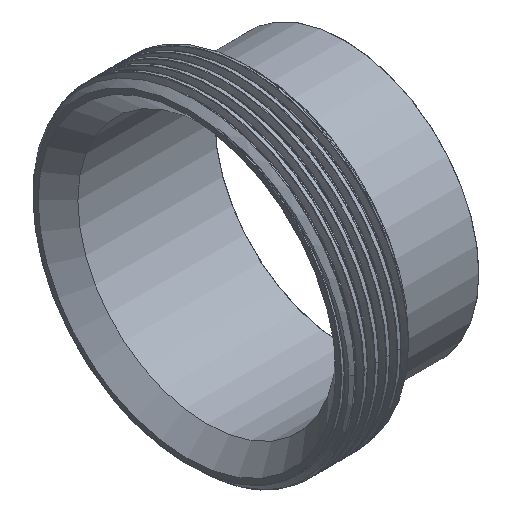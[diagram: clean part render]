
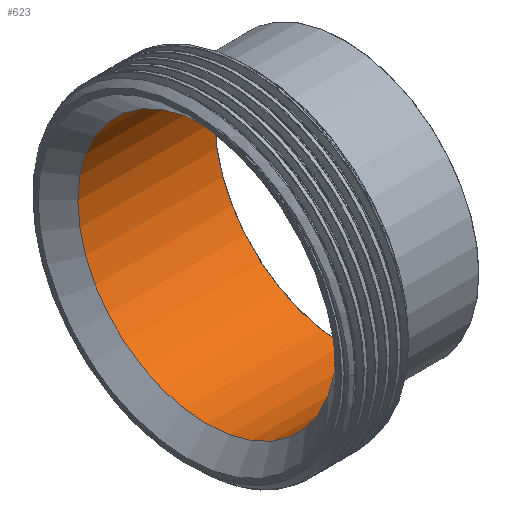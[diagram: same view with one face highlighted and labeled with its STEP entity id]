
A CAD part, isometric view. The second image highlights one B-rep face of the part: STEP entity #623.
In plain terms, the highlighted cylindrical face has radius 36.449 mm (diameter 72.898 mm), a full revolution.
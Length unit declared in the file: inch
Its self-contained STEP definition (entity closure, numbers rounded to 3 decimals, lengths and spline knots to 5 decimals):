
#45=CYLINDRICAL_SURFACE('',#700,1.435);
#74=FACE_OUTER_BOUND('',#109,.T.);
#109=EDGE_LOOP('',(#564,#565,#566,#567,#568,#569,#570));
#184=CIRCLE('',#696,1.435);
#185=CIRCLE('',#697,1.435);
#187=CIRCLE('',#699,1.435);
#188=CIRCLE('',#701,1.435);
#189=CIRCLE('',#702,1.435);
#210=LINE('',#8436,#230);
#230=VECTOR('',#834,1.435);
#292=VERTEX_POINT('',#8427);
#293=VERTEX_POINT('',#8428);
#294=VERTEX_POINT('',#8430);
#295=VERTEX_POINT('',#8435);
#296=VERTEX_POINT('',#8437);
#385=EDGE_CURVE('',#292,#293,#184,.T.);
#386=EDGE_CURVE('',#293,#294,#185,.T.);
#388=EDGE_CURVE('',#294,#292,#187,.T.);
#389=EDGE_CURVE('',#293,#295,#210,.T.);
#390=EDGE_CURVE('',#296,#295,#188,.T.);
#391=EDGE_CURVE('',#295,#296,#189,.T.);
#564=ORIENTED_EDGE('',*,*,#385,.F.);
#565=ORIENTED_EDGE('',*,*,#388,.F.);
#566=ORIENTED_EDGE('',*,*,#386,.F.);
#567=ORIENTED_EDGE('',*,*,#389,.T.);
#568=ORIENTED_EDGE('',*,*,#390,.F.);
#569=ORIENTED_EDGE('',*,*,#391,.F.);
#570=ORIENTED_EDGE('',*,*,#389,.F.);
#623=ADVANCED_FACE('',(#74),#45,.F.);
#696=AXIS2_PLACEMENT_3D('',#8429,#824,#825);
#697=AXIS2_PLACEMENT_3D('',#8431,#826,#827);
#699=AXIS2_PLACEMENT_3D('',#8433,#830,#831);
#700=AXIS2_PLACEMENT_3D('',#8434,#832,#833);
#701=AXIS2_PLACEMENT_3D('',#8438,#835,#836);
#702=AXIS2_PLACEMENT_3D('',#8439,#837,#838);
#824=DIRECTION('center_axis',(-1.,0.,0.));
#825=DIRECTION('ref_axis',(0.,-1.,0.));
#826=DIRECTION('center_axis',(-1.,0.,0.));
#827=DIRECTION('ref_axis',(0.,-1.,0.));
#830=DIRECTION('center_axis',(-1.,0.,0.));
#831=DIRECTION('ref_axis',(0.,-1.,0.));
#832=DIRECTION('center_axis',(1.,0.,0.));
#833=DIRECTION('ref_axis',(0.,1.,0.));
#834=DIRECTION('',(-1.,0.,0.));
#835=DIRECTION('center_axis',(1.,0.,0.));
#836=DIRECTION('ref_axis',(0.,1.,0.));
#837=DIRECTION('center_axis',(1.,0.,0.));
#838=DIRECTION('ref_axis',(0.,1.,0.));
#8427=CARTESIAN_POINT('',(1.745,1.435,0.));
#8428=CARTESIAN_POINT('',(1.745,-1.435,0.));
#8429=CARTESIAN_POINT('Origin',(1.745,0.,0.));
#8430=CARTESIAN_POINT('',(1.745,0.,1.435));
#8431=CARTESIAN_POINT('Origin',(1.745,0.,0.));
#8433=CARTESIAN_POINT('Origin',(1.745,0.,0.));
#8434=CARTESIAN_POINT('Origin',(0.9855,0.,
0.));
#8435=CARTESIAN_POINT('',(0.221,-1.435,0.));
#8436=CARTESIAN_POINT('',(0.9855,-1.435,0.));
#8437=CARTESIAN_POINT('',(0.221,1.435,0.));
#8438=CARTESIAN_POINT('Origin',(0.221,0.,
0.));
#8439=CARTESIAN_POINT('Origin',(0.221,0.,
0.));
